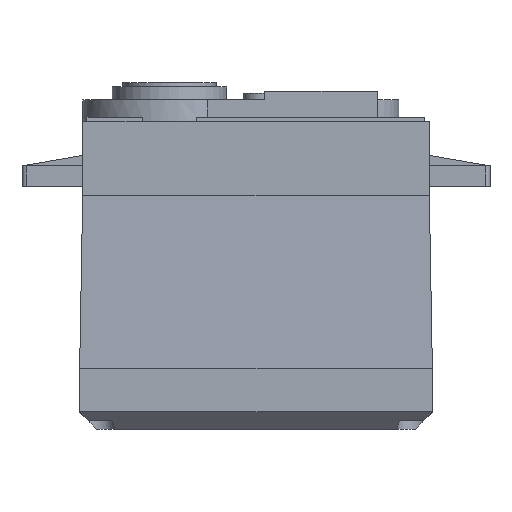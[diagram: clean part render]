
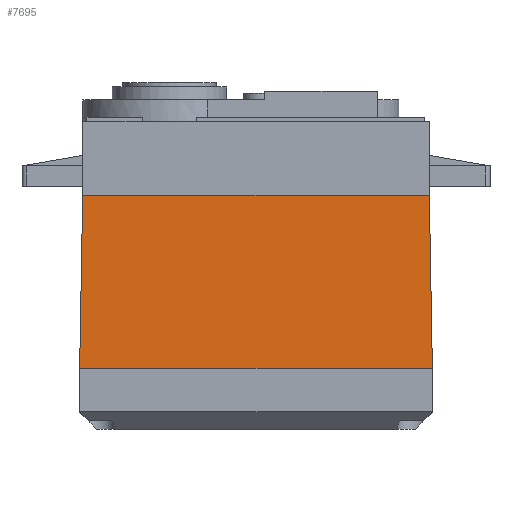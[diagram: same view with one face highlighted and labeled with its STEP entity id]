
A CAD part, top view. The second image highlights one B-rep face of the part: STEP entity #7695.
In plain terms, the highlighted planar face has unit normal (0, 0.018, 1).
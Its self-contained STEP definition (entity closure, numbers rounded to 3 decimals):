
#194 = DIRECTION ( 'NONE',  ( -0.017, -1., 0.017 ) ) ;
#225 = EDGE_CURVE ( 'NONE', #12819, #10287, #8604, .T. ) ;
#653 = EDGE_CURVE ( 'NONE', #12819, #11537, #10925, .T. ) ;
#849 = DIRECTION ( 'NONE',  ( -1., 0., 0. ) ) ;
#851 = VECTOR ( 'NONE', #9631, 1000. ) ;
#1137 = CARTESIAN_POINT ( 'NONE',  ( 469.249, 13., 54.984 ) ) ;
#1324 = CARTESIAN_POINT ( 'NONE',  ( 428.9, 33., 54.635 ) ) ;
#1759 = LINE ( 'NONE', #6934, #12632 ) ;
#1887 = ORIENTED_EDGE ( 'NONE', *, *, #10927, .F. ) ;
#2664 = ORIENTED_EDGE ( 'NONE', *, *, #653, .F. ) ;
#3163 = PLANE ( 'NONE',  #10958 ) ;
#3320 = DIRECTION ( 'NONE',  ( -1., 0., 0. ) ) ;
#4708 = FACE_OUTER_BOUND ( 'NONE', #13097, .T. ) ;
#6006 = DIRECTION ( 'NONE',  ( 1., 0., 0. ) ) ;
#6934 = CARTESIAN_POINT ( 'NONE',  ( 469.249, 13., 54.984 ) ) ;
#7695 = ADVANCED_FACE ( 'NONE', ( #4708 ), #3163, .T. ) ;
#8045 = ORIENTED_EDGE ( 'NONE', *, *, #225, .T. ) ;
#8356 = CARTESIAN_POINT ( 'NONE',  ( 468.9, 33., 54.635 ) ) ;
#8464 = VERTEX_POINT ( 'NONE', #12371 ) ;
#8604 = LINE ( 'NONE', #8356, #9382 ) ;
#8758 = CARTESIAN_POINT ( 'NONE',  ( 468.9, 33., 54.635 ) ) ;
#9304 = ORIENTED_EDGE ( 'NONE', *, *, #11178, .T. ) ;
#9382 = VECTOR ( 'NONE', #849, 1000. ) ;
#9631 = DIRECTION ( 'NONE',  ( 0.017, -1., 0.017 ) ) ;
#10156 = VECTOR ( 'NONE', #194, 1000. ) ;
#10287 = VERTEX_POINT ( 'NONE', #12707 ) ;
#10562 = LINE ( 'NONE', #1324, #10156 ) ;
#10925 = LINE ( 'NONE', #16186, #851 ) ;
#10927 = EDGE_CURVE ( 'NONE', #11537, #8464, #1759, .T. ) ;
#10958 = AXIS2_PLACEMENT_3D ( 'NONE', #8758, #15075, #6006 ) ;
#11178 = EDGE_CURVE ( 'NONE', #10287, #8464, #10562, .T. ) ;
#11537 = VERTEX_POINT ( 'NONE', #1137 ) ;
#12263 = CARTESIAN_POINT ( 'NONE',  ( 468.9, 33., 54.635 ) ) ;
#12371 = CARTESIAN_POINT ( 'NONE',  ( 428.551, 13., 54.984 ) ) ;
#12632 = VECTOR ( 'NONE', #3320, 1000. ) ;
#12707 = CARTESIAN_POINT ( 'NONE',  ( 428.9, 33., 54.635 ) ) ;
#12819 = VERTEX_POINT ( 'NONE', #12263 ) ;
#13097 = EDGE_LOOP ( 'NONE', ( #8045, #9304, #1887, #2664 ) ) ;
#15075 = DIRECTION ( 'NONE',  ( 0., 0.017, 1. ) ) ;
#16186 = CARTESIAN_POINT ( 'NONE',  ( 468.9, 33., 54.635 ) ) ;
